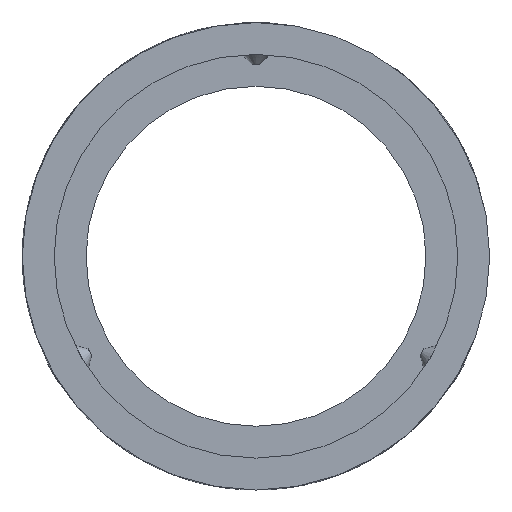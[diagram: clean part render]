
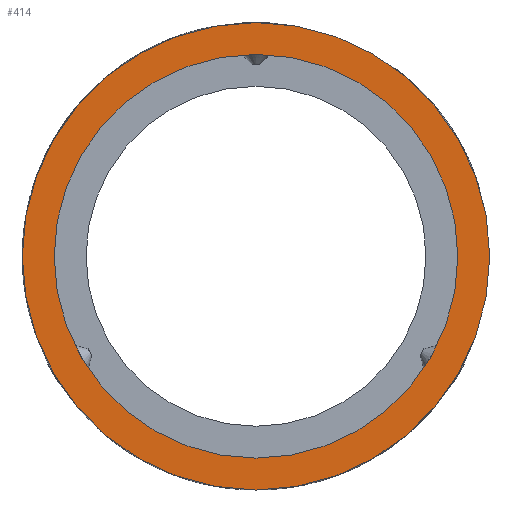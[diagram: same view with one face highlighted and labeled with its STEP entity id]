
A CAD part, left-side view. The second image highlights one B-rep face of the part: STEP entity #414.
In plain terms, the highlighted planar face has unit normal (-1, 0, 0).
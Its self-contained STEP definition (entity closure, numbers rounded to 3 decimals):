
#121=PLANE('',#3243);
#414=ADVANCED_FACE('',(#644,#645),#121,.F.);
#526=CIRCLE('',#3241,19.);
#527=CIRCLE('',#3242,22.);
#644=FACE_BOUND('',#853,.T.);
#645=FACE_BOUND('',#854,.T.);
#853=EDGE_LOOP('',(#1756));
#854=EDGE_LOOP('',(#1757));
#1756=ORIENTED_EDGE('',*,*,#2718,.F.);
#1757=ORIENTED_EDGE('',*,*,#2719,.T.);
#2256=VERTEX_POINT('',#6636);
#2257=VERTEX_POINT('',#6638);
#2718=EDGE_CURVE('',#2256,#2256,#526,.T.);
#2719=EDGE_CURVE('',#2257,#2257,#527,.T.);
#3241=AXIS2_PLACEMENT_3D('',#6635,#3510,#3511);
#3242=AXIS2_PLACEMENT_3D('',#6637,#3512,#3513);
#3243=AXIS2_PLACEMENT_3D('',#6639,#3514,#3515);
#3510=DIRECTION('',(-1.,0.,0.));
#3511=DIRECTION('',(0.,0.,1.));
#3512=DIRECTION('',(-1.,0.,0.));
#3513=DIRECTION('',(0.,0.,1.));
#3514=DIRECTION('',(1.,0.,0.));
#3515=DIRECTION('',(0.,0.,-1.));
#6635=CARTESIAN_POINT('',(-24.02,0.,0.));
#6636=CARTESIAN_POINT('',(-24.02,0.,19.));
#6637=CARTESIAN_POINT('',(-24.02,0.,0.));
#6638=CARTESIAN_POINT('',(-24.02,0.,22.));
#6639=CARTESIAN_POINT('',(-24.02,22.,0.));
